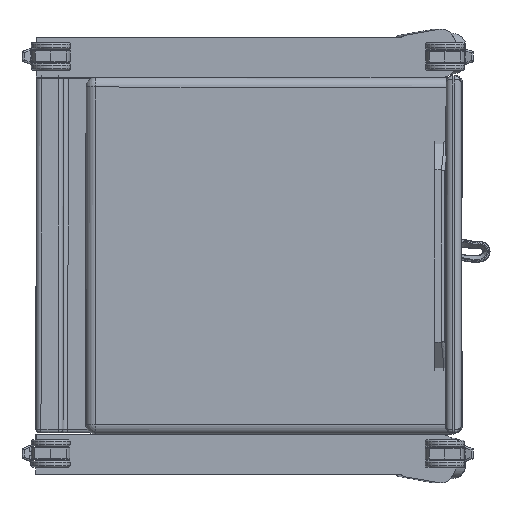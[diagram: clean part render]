
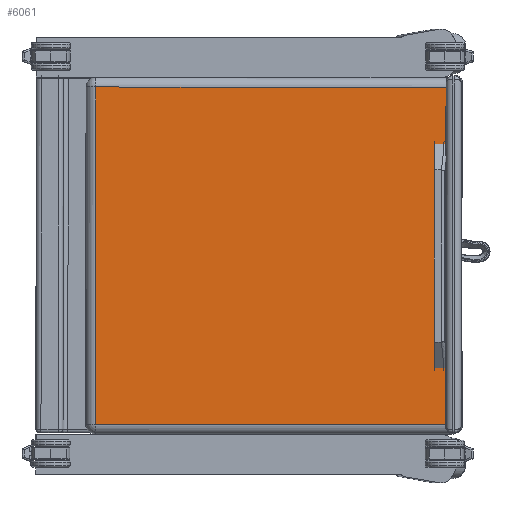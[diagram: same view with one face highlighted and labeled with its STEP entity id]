
A CAD part, front view. The second image highlights one B-rep face of the part: STEP entity #6061.
In plain terms, the highlighted face is planar.
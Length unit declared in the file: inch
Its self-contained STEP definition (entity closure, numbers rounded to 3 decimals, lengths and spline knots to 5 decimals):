
#389=PLANE('',#6911);
#546=LINE('',#10987,#850);
#548=LINE('',#10990,#852);
#550=LINE('',#10993,#854);
#552=LINE('',#10996,#856);
#850=VECTOR('',#8046,0.3937);
#852=VECTOR('',#8050,0.3937);
#854=VECTOR('',#8054,0.3937);
#856=VECTOR('',#8058,0.3937);
#1396=FACE_OUTER_BOUND('',#1828,.T.);
#1828=EDGE_LOOP('',(#4690,#4691,#4692,#4693));
#2807=VERTEX_POINT('',#10908);
#2810=VERTEX_POINT('',#10915);
#2813=VERTEX_POINT('',#10922);
#2819=VERTEX_POINT('',#10939);
#3495=EDGE_CURVE('',#2810,#2819,#546,.T.);
#3497=EDGE_CURVE('',#2819,#2813,#548,.T.);
#3499=EDGE_CURVE('',#2813,#2807,#550,.T.);
#3501=EDGE_CURVE('',#2807,#2810,#552,.T.);
#4690=ORIENTED_EDGE('',*,*,#3495,.F.);
#4691=ORIENTED_EDGE('',*,*,#3501,.F.);
#4692=ORIENTED_EDGE('',*,*,#3499,.F.);
#4693=ORIENTED_EDGE('',*,*,#3497,.F.);
#6061=ADVANCED_FACE('',(#1396),#389,.T.);
#6911=AXIS2_PLACEMENT_3D('',#11003,#8070,#8071);
#8046=DIRECTION('',(-1.,0.,0.));
#8050=DIRECTION('',(0.,-1.,0.));
#8054=DIRECTION('',(1.,0.,0.));
#8058=DIRECTION('',(0.,1.,0.));
#8070=DIRECTION('center_axis',(0.,0.,-1.));
#8071=DIRECTION('ref_axis',(-1.,0.,0.));
#10908=CARTESIAN_POINT('',(13.375,-12.75,-2.5));
#10915=CARTESIAN_POINT('',(13.375,12.75,-2.5));
#10922=CARTESIAN_POINT('',(-13.375,-12.75,-2.5));
#10939=CARTESIAN_POINT('',(-13.375,12.75,-2.5));
#10987=CARTESIAN_POINT('',(7.0625,12.75,-2.5));
#10990=CARTESIAN_POINT('',(-13.375,6.75,-2.5));
#10993=CARTESIAN_POINT('',(-7.0625,-12.75,-2.5));
#10996=CARTESIAN_POINT('',(13.375,-6.75,-2.5));
#11003=CARTESIAN_POINT('Origin',(0.,0.,-2.5));
